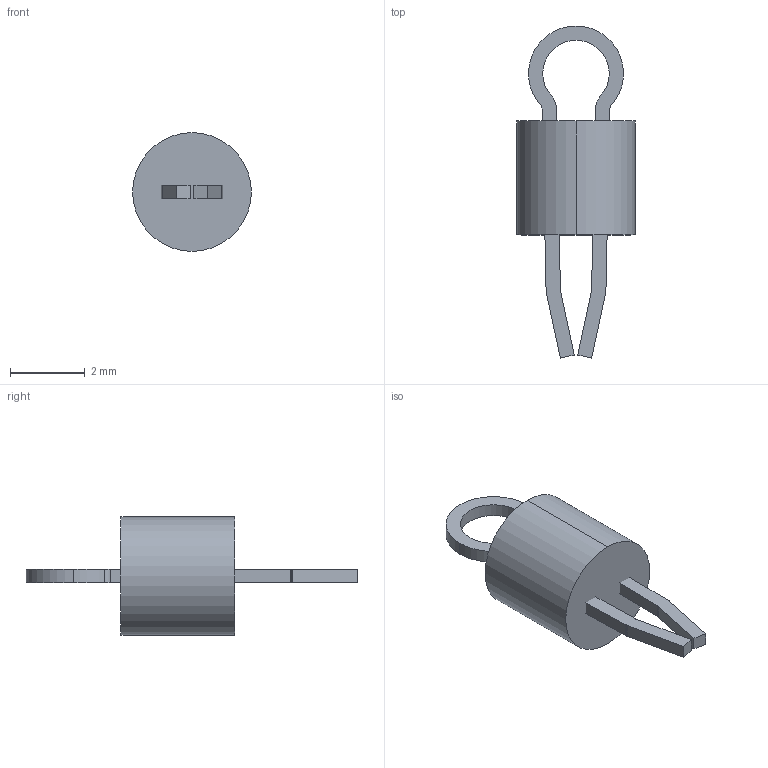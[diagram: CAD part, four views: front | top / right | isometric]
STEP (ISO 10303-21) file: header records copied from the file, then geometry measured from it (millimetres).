
FILE_DESCRIPTION (( 'STEP AP214' ), '1' );
FILE_NAME ('User Library-testpoint.STEP', '2017-02-10T11:24:26', ( 'Windows User' ), ( '' ), 'SwSTEP 2.0', 'SolidWorks 2017', '' );
FILE_SCHEMA (( 'AUTOMOTIVE_DESIGN' ));
Length unit declared in the file: millimetre
Products named in the file (1): User Library-testpoint
Bounding box: 3.17 x 8.88 x 3.17 mm (x, y, z)
Volume: 26.6 mm3; surface area: 74 mm2
Topology: 2 solids, 2 shells, 34 faces, 90 edges, 60 vertices
Faces by surface type: cylinder 20, plane 14
Entity records: 1491 total; most frequent: DIRECTION 200, CARTESIAN_POINT 185, ORIENTED_EDGE 180, EDGE_CURVE 90, AXIS2_PLACEMENT_3D 75, VERTEX_POINT 60, LINE 50, VECTOR 50
